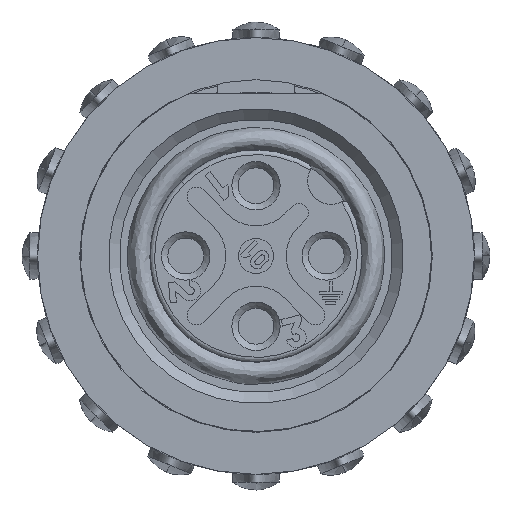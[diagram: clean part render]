
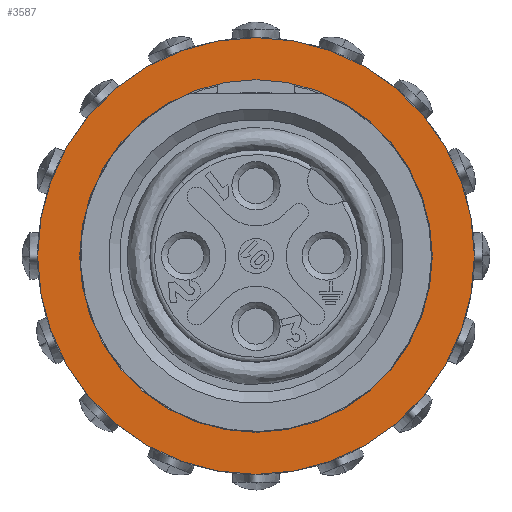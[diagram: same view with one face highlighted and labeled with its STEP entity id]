
A CAD part, left-side view. The second image highlights one B-rep face of the part: STEP entity #3587.
In plain terms, the highlighted planar face has unit normal (-1, 0, 0).
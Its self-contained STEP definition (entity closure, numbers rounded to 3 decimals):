
#752=FACE_BOUND('',#7015,.T.);
#753=FACE_BOUND('',#7016,.T.);
#2294=CIRCLE('',#26430,11.3);
#2295=CIRCLE('',#26431,14.);
#3587=ADVANCED_FACE('',(#752,#753),#4422,.T.);
#4422=PLANE('',#26432);
#7015=EDGE_LOOP('',(#13984));
#7016=EDGE_LOOP('',(#13985));
#13984=ORIENTED_EDGE('',*,*,#20097,.T.);
#13985=ORIENTED_EDGE('',*,*,#20098,.T.);
#16556=VERTEX_POINT('',#49928);
#16557=VERTEX_POINT('',#49930);
#20097=EDGE_CURVE('',#16556,#16556,#2294,.T.);
#20098=EDGE_CURVE('',#16557,#16557,#2295,.T.);
#26430=AXIS2_PLACEMENT_3D('',#49927,#32459,#32460);
#26431=AXIS2_PLACEMENT_3D('',#49929,#32461,#32462);
#26432=AXIS2_PLACEMENT_3D('',#49931,#32463,#32464);
#32459=DIRECTION('',(1.,0.,0.));
#32460=DIRECTION('',(0.,0.,1.));
#32461=DIRECTION('',(-1.,0.,0.));
#32462=DIRECTION('',(0.,0.,1.));
#32463=DIRECTION('',(-1.,0.,0.));
#32464=DIRECTION('',(0.,0.,-1.));
#49927=CARTESIAN_POINT('',(-14.691,26.156,41.567));
#49928=CARTESIAN_POINT('',(-14.691,26.156,52.867));
#49929=CARTESIAN_POINT('',(-14.691,26.156,41.567));
#49930=CARTESIAN_POINT('',(-14.691,26.156,55.567));
#49931=CARTESIAN_POINT('',(-14.691,41.556,56.967));
